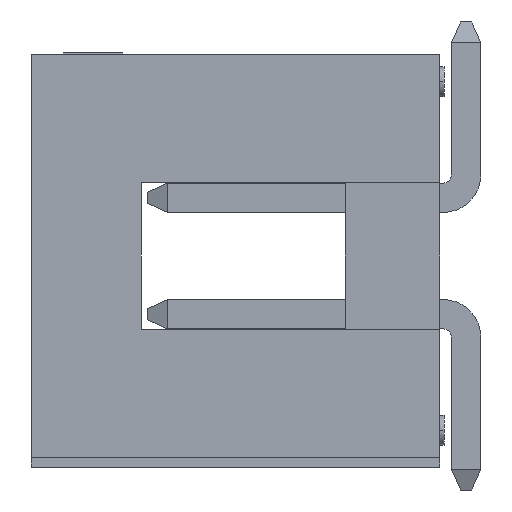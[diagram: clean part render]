
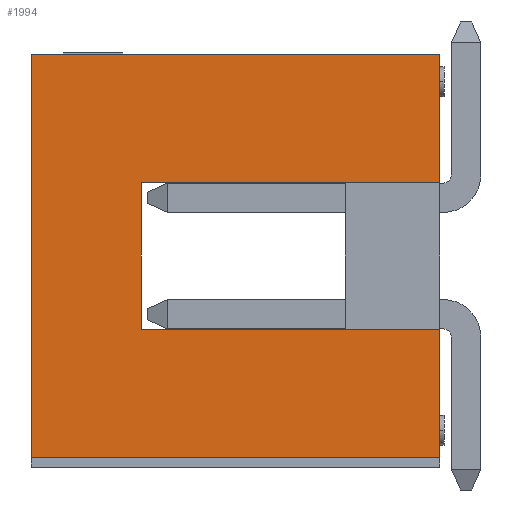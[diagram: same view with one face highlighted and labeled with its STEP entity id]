
A CAD part, left-side view. The second image highlights one B-rep face of the part: STEP entity #1994.
In plain terms, the highlighted free-form (B-spline) face has degree [1, 1] with [2, 2] control points.
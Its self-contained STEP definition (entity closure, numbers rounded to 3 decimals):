
#1994 = ADVANCED_FACE('',(#1995),#2009,.T.);
#1995 = FACE_BOUND('',#1996,.T.);
#1996 = EDGE_LOOP('',(#1997,#2020,#2036,#2052,#2068,#2084,#2100,#2116));
#1997 = ORIENTED_EDGE('',*,*,#1998,.T.);
#1998 = EDGE_CURVE('',#1999,#2001,#2003,.T.);
#1999 = VERTEX_POINT('',#2000);
#2000 = CARTESIAN_POINT('',(-12.7,6.5,-1.6));
#2001 = VERTEX_POINT('',#2002);
#2002 = CARTESIAN_POINT('',(-12.7,6.5,1.6));
#2003 = SURFACE_CURVE('',#2004,(#2008),.PCURVE_S1.);
#2004 = LINE('',#2005,#2006);
#2005 = CARTESIAN_POINT('',(-12.7,6.5,-1.6));
#2006 = VECTOR('',#2007,1.);
#2007 = DIRECTION('',(0.,0.,1.));
#2008 = PCURVE('',#2009,#2014);
#2009 = B_SPLINE_SURFACE_WITH_KNOTS('',1,1,(
    (#2010,#2011)
    ,(#2012,#2013
  )),.UNSPECIFIED.,.F.,.F.,.F.,(2,2),(2,2),(-0.176,8.976),(-0.178,9.078)
  ,.PIECEWISE_BEZIER_KNOTS.);
#2010 = CARTESIAN_POINT('',(-12.7,-0.178,-4.576));
#2011 = CARTESIAN_POINT('',(-12.7,9.078,-4.576));
#2012 = CARTESIAN_POINT('',(-12.7,-0.178,4.576));
#2013 = CARTESIAN_POINT('',(-12.7,9.078,4.576));
#2014 = DEFINITIONAL_REPRESENTATION('',(#2015),#2019);
#2015 = LINE('',#2016,#2017);
#2016 = CARTESIAN_POINT('',(2.8,6.5));
#2017 = VECTOR('',#2018,1.);
#2018 = DIRECTION('',(1.,0.));
#2019 = ( GEOMETRIC_REPRESENTATION_CONTEXT(2) 
PARAMETRIC_REPRESENTATION_CONTEXT() REPRESENTATION_CONTEXT('2D SPACE',''
  ) );
#2020 = ORIENTED_EDGE('',*,*,#2021,.T.);
#2021 = EDGE_CURVE('',#2001,#2022,#2024,.T.);
#2022 = VERTEX_POINT('',#2023);
#2023 = CARTESIAN_POINT('',(-12.7,0.,1.6));
#2024 = SURFACE_CURVE('',#2025,(#2029),.PCURVE_S1.);
#2025 = LINE('',#2026,#2027);
#2026 = CARTESIAN_POINT('',(-12.7,6.5,1.6));
#2027 = VECTOR('',#2028,1.);
#2028 = DIRECTION('',(0.,-1.,0.));
#2029 = PCURVE('',#2009,#2030);
#2030 = DEFINITIONAL_REPRESENTATION('',(#2031),#2035);
#2031 = LINE('',#2032,#2033);
#2032 = CARTESIAN_POINT('',(6.,6.5));
#2033 = VECTOR('',#2034,1.);
#2034 = DIRECTION('',(0.,-1.));
#2035 = ( GEOMETRIC_REPRESENTATION_CONTEXT(2) 
PARAMETRIC_REPRESENTATION_CONTEXT() REPRESENTATION_CONTEXT('2D SPACE',''
  ) );
#2036 = ORIENTED_EDGE('',*,*,#2037,.T.);
#2037 = EDGE_CURVE('',#2022,#2038,#2040,.T.);
#2038 = VERTEX_POINT('',#2039);
#2039 = CARTESIAN_POINT('',(-12.7,0.,4.4));
#2040 = SURFACE_CURVE('',#2041,(#2045),.PCURVE_S1.);
#2041 = LINE('',#2042,#2043);
#2042 = CARTESIAN_POINT('',(-12.7,0.,1.6));
#2043 = VECTOR('',#2044,1.);
#2044 = DIRECTION('',(0.,0.,1.));
#2045 = PCURVE('',#2009,#2046);
#2046 = DEFINITIONAL_REPRESENTATION('',(#2047),#2051);
#2047 = LINE('',#2048,#2049);
#2048 = CARTESIAN_POINT('',(6.,0.));
#2049 = VECTOR('',#2050,1.);
#2050 = DIRECTION('',(1.,0.));
#2051 = ( GEOMETRIC_REPRESENTATION_CONTEXT(2) 
PARAMETRIC_REPRESENTATION_CONTEXT() REPRESENTATION_CONTEXT('2D SPACE',''
  ) );
#2052 = ORIENTED_EDGE('',*,*,#2053,.T.);
#2053 = EDGE_CURVE('',#2038,#2054,#2056,.T.);
#2054 = VERTEX_POINT('',#2055);
#2055 = CARTESIAN_POINT('',(-12.7,8.9,4.4));
#2056 = SURFACE_CURVE('',#2057,(#2061),.PCURVE_S1.);
#2057 = LINE('',#2058,#2059);
#2058 = CARTESIAN_POINT('',(-12.7,0.,4.4));
#2059 = VECTOR('',#2060,1.);
#2060 = DIRECTION('',(0.,1.,0.));
#2061 = PCURVE('',#2009,#2062);
#2062 = DEFINITIONAL_REPRESENTATION('',(#2063),#2067);
#2063 = LINE('',#2064,#2065);
#2064 = CARTESIAN_POINT('',(8.8,0.));
#2065 = VECTOR('',#2066,1.);
#2066 = DIRECTION('',(0.,1.));
#2067 = ( GEOMETRIC_REPRESENTATION_CONTEXT(2) 
PARAMETRIC_REPRESENTATION_CONTEXT() REPRESENTATION_CONTEXT('2D SPACE',''
  ) );
#2068 = ORIENTED_EDGE('',*,*,#2069,.T.);
#2069 = EDGE_CURVE('',#2054,#2070,#2072,.T.);
#2070 = VERTEX_POINT('',#2071);
#2071 = CARTESIAN_POINT('',(-12.7,8.9,-4.4));
#2072 = SURFACE_CURVE('',#2073,(#2077),.PCURVE_S1.);
#2073 = LINE('',#2074,#2075);
#2074 = CARTESIAN_POINT('',(-12.7,8.9,4.4));
#2075 = VECTOR('',#2076,1.);
#2076 = DIRECTION('',(0.,0.,-1.));
#2077 = PCURVE('',#2009,#2078);
#2078 = DEFINITIONAL_REPRESENTATION('',(#2079),#2083);
#2079 = LINE('',#2080,#2081);
#2080 = CARTESIAN_POINT('',(8.8,8.9));
#2081 = VECTOR('',#2082,1.);
#2082 = DIRECTION('',(-1.,0.));
#2083 = ( GEOMETRIC_REPRESENTATION_CONTEXT(2) 
PARAMETRIC_REPRESENTATION_CONTEXT() REPRESENTATION_CONTEXT('2D SPACE',''
  ) );
#2084 = ORIENTED_EDGE('',*,*,#2085,.T.);
#2085 = EDGE_CURVE('',#2070,#2086,#2088,.T.);
#2086 = VERTEX_POINT('',#2087);
#2087 = CARTESIAN_POINT('',(-12.7,0.,-4.4));
#2088 = SURFACE_CURVE('',#2089,(#2093),.PCURVE_S1.);
#2089 = LINE('',#2090,#2091);
#2090 = CARTESIAN_POINT('',(-12.7,8.9,-4.4));
#2091 = VECTOR('',#2092,1.);
#2092 = DIRECTION('',(0.,-1.,0.));
#2093 = PCURVE('',#2009,#2094);
#2094 = DEFINITIONAL_REPRESENTATION('',(#2095),#2099);
#2095 = LINE('',#2096,#2097);
#2096 = CARTESIAN_POINT('',(0.,8.9));
#2097 = VECTOR('',#2098,1.);
#2098 = DIRECTION('',(0.,-1.));
#2099 = ( GEOMETRIC_REPRESENTATION_CONTEXT(2) 
PARAMETRIC_REPRESENTATION_CONTEXT() REPRESENTATION_CONTEXT('2D SPACE',''
  ) );
#2100 = ORIENTED_EDGE('',*,*,#2101,.T.);
#2101 = EDGE_CURVE('',#2086,#2102,#2104,.T.);
#2102 = VERTEX_POINT('',#2103);
#2103 = CARTESIAN_POINT('',(-12.7,0.,-1.6));
#2104 = SURFACE_CURVE('',#2105,(#2109),.PCURVE_S1.);
#2105 = LINE('',#2106,#2107);
#2106 = CARTESIAN_POINT('',(-12.7,0.,-4.4));
#2107 = VECTOR('',#2108,1.);
#2108 = DIRECTION('',(0.,0.,1.));
#2109 = PCURVE('',#2009,#2110);
#2110 = DEFINITIONAL_REPRESENTATION('',(#2111),#2115);
#2111 = LINE('',#2112,#2113);
#2112 = CARTESIAN_POINT('',(0.,0.));
#2113 = VECTOR('',#2114,1.);
#2114 = DIRECTION('',(1.,0.));
#2115 = ( GEOMETRIC_REPRESENTATION_CONTEXT(2) 
PARAMETRIC_REPRESENTATION_CONTEXT() REPRESENTATION_CONTEXT('2D SPACE',''
  ) );
#2116 = ORIENTED_EDGE('',*,*,#2117,.T.);
#2117 = EDGE_CURVE('',#2102,#1999,#2118,.T.);
#2118 = SURFACE_CURVE('',#2119,(#2123),.PCURVE_S1.);
#2119 = LINE('',#2120,#2121);
#2120 = CARTESIAN_POINT('',(-12.7,0.,-1.6));
#2121 = VECTOR('',#2122,1.);
#2122 = DIRECTION('',(0.,1.,0.));
#2123 = PCURVE('',#2009,#2124);
#2124 = DEFINITIONAL_REPRESENTATION('',(#2125),#2129);
#2125 = LINE('',#2126,#2127);
#2126 = CARTESIAN_POINT('',(2.8,0.));
#2127 = VECTOR('',#2128,1.);
#2128 = DIRECTION('',(0.,1.));
#2129 = ( GEOMETRIC_REPRESENTATION_CONTEXT(2) 
PARAMETRIC_REPRESENTATION_CONTEXT() REPRESENTATION_CONTEXT('2D SPACE',''
  ) );
